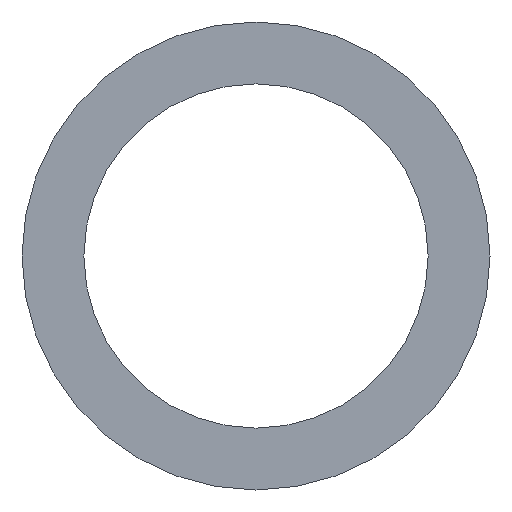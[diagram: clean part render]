
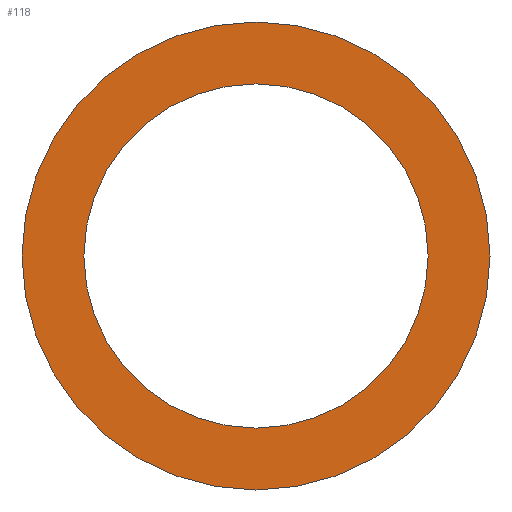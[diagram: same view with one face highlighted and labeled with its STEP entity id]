
A CAD part, front view. The second image highlights one B-rep face of the part: STEP entity #118.
In plain terms, the highlighted planar face has unit normal (0, -1, 0).
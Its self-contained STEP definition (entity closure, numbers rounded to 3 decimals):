
#19=CARTESIAN_POINT('',(0.,0.,0.));
#20=DIRECTION('',(0.,-1.,0.));
#21=DIRECTION('',(-1.,0.,0.));
#22=AXIS2_PLACEMENT_3D('',#19,#20,#21);
#24=CARTESIAN_POINT('',(0.,0.,0.));
#25=DIRECTION('',(0.,1.,0.));
#26=DIRECTION('',(-1.,0.,0.));
#27=AXIS2_PLACEMENT_3D('',#24,#25,#26);
#29=CARTESIAN_POINT('',(0.,0.,0.));
#30=DIRECTION('',(0.,1.,0.));
#31=DIRECTION('',(-1.,0.,0.));
#32=AXIS2_PLACEMENT_3D('',#29,#30,#31);
#42=CARTESIAN_POINT('',(0.,0.,0.));
#43=DIRECTION('',(0.,-1.,0.));
#44=DIRECTION('',(-1.,0.,0.));
#45=AXIS2_PLACEMENT_3D('',#42,#43,#44);
#58=CARTESIAN_POINT('',(-7.,0.,0.));
#60=VERTEX_POINT('',#58);
#61=CARTESIAN_POINT('',(-5.15,0.,0.));
#63=VERTEX_POINT('',#61);
#66=CARTESIAN_POINT('',(7.,0.,0.));
#68=VERTEX_POINT('',#66);
#69=CARTESIAN_POINT('',(5.15,0.,0.));
#71=VERTEX_POINT('',#69);
#103=CARTESIAN_POINT('',(0.,0.,0.));
#104=DIRECTION('',(0.,1.,0.));
#105=DIRECTION('',(1.,0.,0.));
#106=AXIS2_PLACEMENT_3D('',#103,#104,#105);
#107=PLANE('',#106);
#108=ORIENTED_EDGE('',*,*,#95,.F.);
#109=ORIENTED_EDGE('',*,*,#84,.T.);
#110=EDGE_LOOP('',(#108,#109));
#111=FACE_OUTER_BOUND('',#110,.F.);
#113=ORIENTED_EDGE('',*,*,#112,.F.);
#115=ORIENTED_EDGE('',*,*,#114,.T.);
#116=EDGE_LOOP('',(#113,#115));
#117=FACE_BOUND('',#116,.F.);
#118=ADVANCED_FACE('',(#111,#117),#107,.F.);
#23=CIRCLE('',#22,7.);
#28=CIRCLE('',#27,7.);
#33=CIRCLE('',#32,5.15);
#46=CIRCLE('',#45,5.15);
#84=EDGE_CURVE('',#60,#68,#28,.T.);
#95=EDGE_CURVE('',#60,#68,#23,.T.);
#112=EDGE_CURVE('',#63,#71,#33,.T.);
#114=EDGE_CURVE('',#63,#71,#46,.T.);
